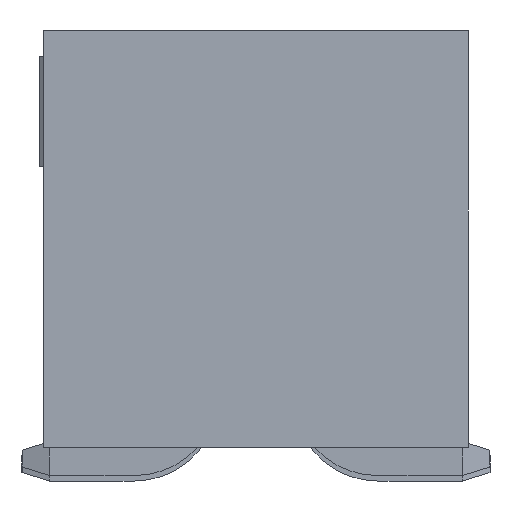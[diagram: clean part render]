
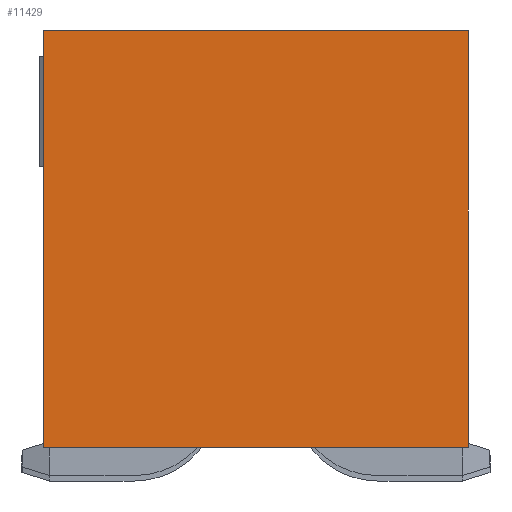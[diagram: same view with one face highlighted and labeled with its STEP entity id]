
A CAD part, front view. The second image highlights one B-rep face of the part: STEP entity #11429.
In plain terms, the highlighted face is planar.
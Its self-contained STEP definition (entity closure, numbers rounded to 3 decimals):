
#897=ORIENTED_EDGE('',*,*,#3059,.F.);
#898=ORIENTED_EDGE('',*,*,#3060,.F.);
#899=ORIENTED_EDGE('',*,*,#3061,.T.);
#900=ORIENTED_EDGE('',*,*,#3062,.T.);
#3059=EDGE_CURVE('',#4134,#4135,#4969,.T.);
#3060=EDGE_CURVE('',#4136,#4134,#4970,.T.);
#3061=EDGE_CURVE('',#4136,#4137,#4971,.T.);
#3062=EDGE_CURVE('',#4137,#4135,#4972,.T.);
#4134=VERTEX_POINT('',#15601);
#4135=VERTEX_POINT('',#15602);
#4136=VERTEX_POINT('',#15604);
#4137=VERTEX_POINT('',#15606);
#4969=LINE('',#15600,#6079);
#4970=LINE('',#15603,#6080);
#4971=LINE('',#15605,#6081);
#4972=LINE('',#15607,#6082);
#6079=VECTOR('',#13135,1000.);
#6080=VECTOR('',#13136,1000.);
#6081=VECTOR('',#13137,1000.);
#6082=VECTOR('',#13138,1000.);
#6821=EDGE_LOOP('',(#897,#898,#899,#900));
#7299=FACE_BOUND('',#6821,.T.);
#7763=PLANE('',#11923);
#11429=ADVANCED_FACE('',(#7299),#7763,.T.);
#11923=AXIS2_PLACEMENT_3D('',#15599,#13133,#13134);
#13133=DIRECTION('',(1.,0.,0.));
#13134=DIRECTION('',(0.,0.,-1.));
#13135=DIRECTION('',(0.,0.,-1.));
#13136=DIRECTION('',(0.,1.,0.));
#13137=DIRECTION('',(0.,0.,-1.));
#13138=DIRECTION('',(0.,1.,0.));
#15599=CARTESIAN_POINT('',(7.62,-2.5,2.45));
#15600=CARTESIAN_POINT('',(7.62,2.5,2.45));
#15601=CARTESIAN_POINT('',(7.62,2.5,2.45));
#15602=CARTESIAN_POINT('',(7.62,2.5,-2.45));
#15603=CARTESIAN_POINT('',(7.62,-2.5,2.45));
#15604=CARTESIAN_POINT('',(7.62,-2.5,2.45));
#15605=CARTESIAN_POINT('',(7.62,-2.5,2.45));
#15606=CARTESIAN_POINT('',(7.62,-2.5,-2.45));
#15607=CARTESIAN_POINT('',(7.62,-2.5,-2.45));
